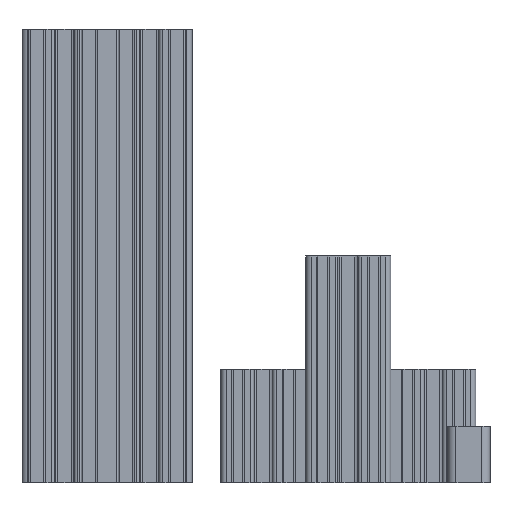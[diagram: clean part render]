
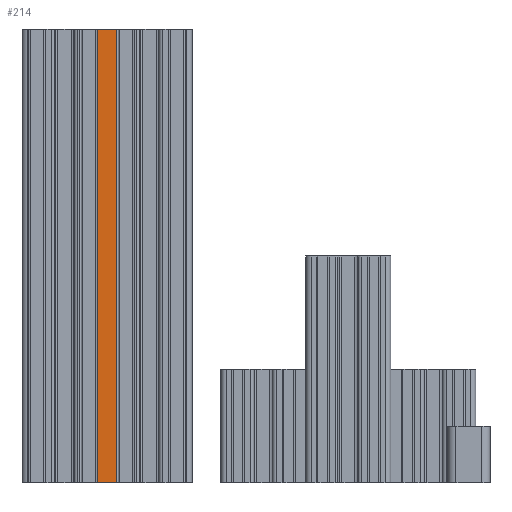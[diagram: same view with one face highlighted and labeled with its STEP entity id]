
A CAD part, left-side view. The second image highlights one B-rep face of the part: STEP entity #214.
In plain terms, the highlighted planar face has unit normal (-1, 0, 0).
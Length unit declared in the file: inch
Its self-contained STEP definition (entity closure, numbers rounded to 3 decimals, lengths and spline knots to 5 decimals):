
#214=ADVANCED_FACE($,(#1070),#12081,.T.);
#1070=FACE_OUTER_BOUND($,#1931,.T.);
#1931=EDGE_LOOP($,(#3332,#3333,#3334,#3335));
#3332=ORIENTED_EDGE($,*,*,#8281,.T.);
#3333=ORIENTED_EDGE($,*,*,#8064,.F.);
#3334=ORIENTED_EDGE($,*,*,#8280,.F.);
#3335=ORIENTED_EDGE($,*,*,#8282,.T.);
#8064=EDGE_CURVE($,#10584,#10585,#13150,.T.);
#8280=EDGE_CURVE($,#10733,#10584,#13366,.T.);
#8281=EDGE_CURVE($,#10734,#10585,#13367,.T.);
#8282=EDGE_CURVE($,#10733,#10734,#13368,.T.);
#10584=VERTEX_POINT($,#21331);
#10585=VERTEX_POINT($,#21332);
#10733=VERTEX_POINT($,#21480);
#10734=VERTEX_POINT($,#21481);
#12081=PLANE($,#15614);
#13150=B_SPLINE_CURVE_WITH_KNOTS($,1,(#17289,#17290),.UNSPECIFIED.,.F.,.F.,
(2,2),(0.,1.),.UNSPECIFIED.);
#13366=B_SPLINE_CURVE_WITH_KNOTS($,1,(#18543,#18544),.UNSPECIFIED.,.F.,.F.,
(2,2),(0.,1.),.UNSPECIFIED.);
#13367=B_SPLINE_CURVE_WITH_KNOTS($,1,(#18545,#18546),.UNSPECIFIED.,.F.,.F.,
(2,2),(0.,1.),.UNSPECIFIED.);
#13368=B_SPLINE_CURVE_WITH_KNOTS($,1,(#18547,#18548),.UNSPECIFIED.,.F.,.F.,
(2,2),(0.,1.),.UNSPECIFIED.);
#15614=AXIS2_PLACEMENT_3D($,#20210,#16024,$);
#16024=DIRECTION($,(-1.,0.,0.));
#17289=CARTESIAN_POINT($,(0.,0.,-33.782));
#17290=CARTESIAN_POINT($,(0.,0.,-42.418));
#18543=CARTESIAN_POINT($,(0.,203.2,-33.782));
#18544=CARTESIAN_POINT($,(0.,0.,-33.782));
#18545=CARTESIAN_POINT($,(0.,203.2,-42.418));
#18546=CARTESIAN_POINT($,(0.,0.,-42.418));
#18547=CARTESIAN_POINT($,(0.,203.2,-33.782));
#18548=CARTESIAN_POINT($,(0.,203.2,-42.418));
#20210=CARTESIAN_POINT($,(0.,203.2,-33.782));
#21331=CARTESIAN_POINT($,(0.,0.,-33.782));
#21332=CARTESIAN_POINT($,(0.,0.,-42.418));
#21480=CARTESIAN_POINT($,(0.,203.2,-33.782));
#21481=CARTESIAN_POINT($,(0.,203.2,-42.418));
